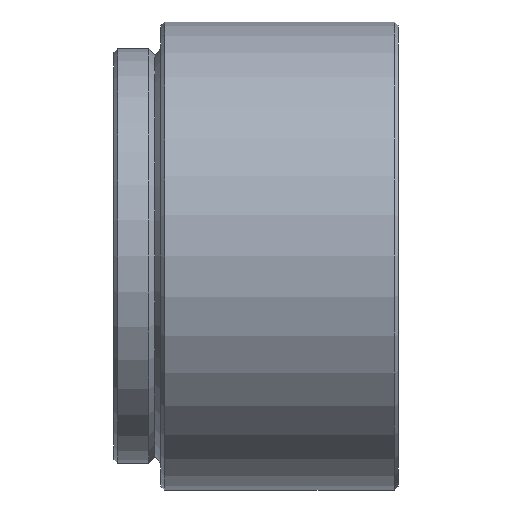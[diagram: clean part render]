
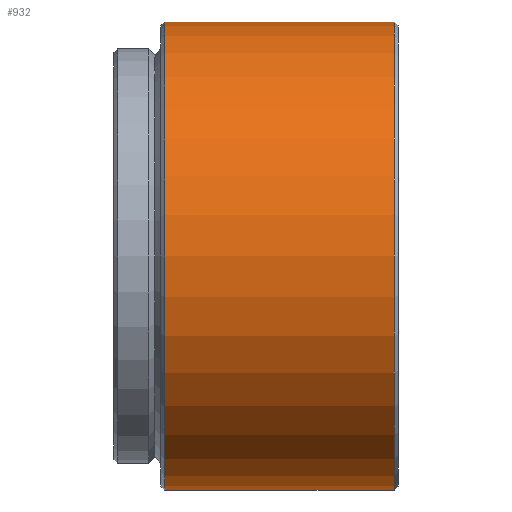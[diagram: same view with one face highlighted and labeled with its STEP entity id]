
A CAD part, front view. The second image highlights one B-rep face of the part: STEP entity #932.
In plain terms, the highlighted cylindrical face has radius 15.24 mm (diameter 30.48 mm), a full revolution.
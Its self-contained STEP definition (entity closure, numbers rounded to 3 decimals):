
#76=CYLINDRICAL_SURFACE('',#1031,15.24);
#99=FACE_OUTER_BOUND('',#157,.T.);
#157=EDGE_LOOP('',(#666,#667,#668,#669,#670));
#220=LINE('',#1448,#281);
#281=VECTOR('',#1181,15.24);
#341=CIRCLE('',#1017,15.24);
#343=CIRCLE('',#1020,15.24);
#344=CIRCLE('',#1021,15.24);
#397=VERTEX_POINT('',#1418);
#399=VERTEX_POINT('',#1424);
#400=VERTEX_POINT('',#1425);
#493=EDGE_CURVE('',#397,#397,#341,.T.);
#496=EDGE_CURVE('',#399,#400,#343,.T.);
#497=EDGE_CURVE('',#400,#399,#344,.T.);
#508=EDGE_CURVE('',#399,#397,#220,.T.);
#666=ORIENTED_EDGE('',*,*,#496,.T.);
#667=ORIENTED_EDGE('',*,*,#497,.T.);
#668=ORIENTED_EDGE('',*,*,#508,.T.);
#669=ORIENTED_EDGE('',*,*,#493,.T.);
#670=ORIENTED_EDGE('',*,*,#508,.F.);
#932=ADVANCED_FACE('',(#99),#76,.T.);
#1017=AXIS2_PLACEMENT_3D('',#1419,#1145,#1146);
#1020=AXIS2_PLACEMENT_3D('',#1426,#1152,#1153);
#1021=AXIS2_PLACEMENT_3D('',#1427,#1154,#1155);
#1031=AXIS2_PLACEMENT_3D('',#1447,#1179,#1180);
#1145=DIRECTION('center_axis',(-1.,0.,0.));
#1146=DIRECTION('ref_axis',(0.,0.,1.));
#1152=DIRECTION('center_axis',(1.,0.,0.));
#1153=DIRECTION('ref_axis',(0.,0.,-1.));
#1154=DIRECTION('center_axis',(1.,0.,0.));
#1155=DIRECTION('ref_axis',(0.,0.,-1.));
#1179=DIRECTION('center_axis',(-1.,0.,0.));
#1180=DIRECTION('ref_axis',(0.,0.,1.));
#1181=DIRECTION('',(1.,0.,0.));
#1418=CARTESIAN_POINT('',(-3.444,-0.711,-8.517));
#1419=CARTESIAN_POINT('Origin',(-3.444,-0.711,6.723));
#1424=CARTESIAN_POINT('',(-18.398,-0.711,-8.517));
#1425=CARTESIAN_POINT('',(-18.398,-0.711,21.963));
#1426=CARTESIAN_POINT('Origin',(-18.398,-0.711,6.723));
#1427=CARTESIAN_POINT('Origin',(-18.398,-0.711,6.723));
#1447=CARTESIAN_POINT('Origin',(-31.087,-0.711,6.723));
#1448=CARTESIAN_POINT('',(-31.087,-0.711,-8.517));
